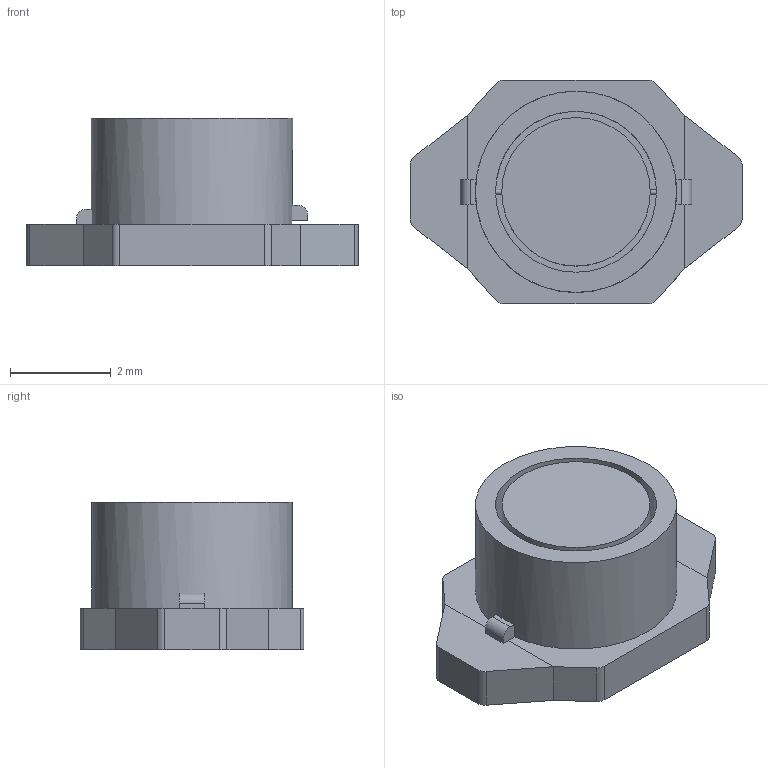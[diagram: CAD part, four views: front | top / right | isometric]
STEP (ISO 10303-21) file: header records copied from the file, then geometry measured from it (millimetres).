
FILE_DESCRIPTION(/* description */ ('Unknown'),/* implementation_level */ '2;1');
FILE_NAME(/* name */ 'L_Wurth_WE-PD3_TypeS',/* time_stamp */ '2022-03-08T11:35:51+08:00',/* author */ ('Unknown'),/* organization */ ('Unknown'),/* preprocessor_version */ 'ST-DEVELOPER v16.7',/* originating_system */ 'Solid Edge',/* authorisation */ 'Unknown');
FILE_SCHEMA (('AUTOMOTIVE_DESIGN {1 0 10303 214 3 1 1}'));
Length unit declared in the file: millimetre
Products named in the file (2): L_Wurth_WE-PD3_TypeS
Assembly tree (1 placements, depth 2):
  L_Wurth_WE-PD3_TypeS
    L_Wurth_WE-PD3_TypeS
Bounding box: 6.6 x 4.45 x 2.92 mm (x, y, z)
Volume: 38.3 mm3; surface area: 222.6 mm2
Topology: 8 solids, 8 shells, 83 faces, 188 edges, 125 vertices
Faces by surface type: plane 58, cylinder 18, bspline 7
Full cylindrical faces by diameter (mm): 2 x1, 2.95 x3, 3.2 x1, 4 x1
Entity records: 4266 total; most frequent: CARTESIAN_POINT 2394, DIRECTION 362, ORIENTED_EDGE 336, EDGE_CURVE 168, AXIS2_PLACEMENT_3D 122, LINE 118, VECTOR 118, VERTEX_POINT 118
